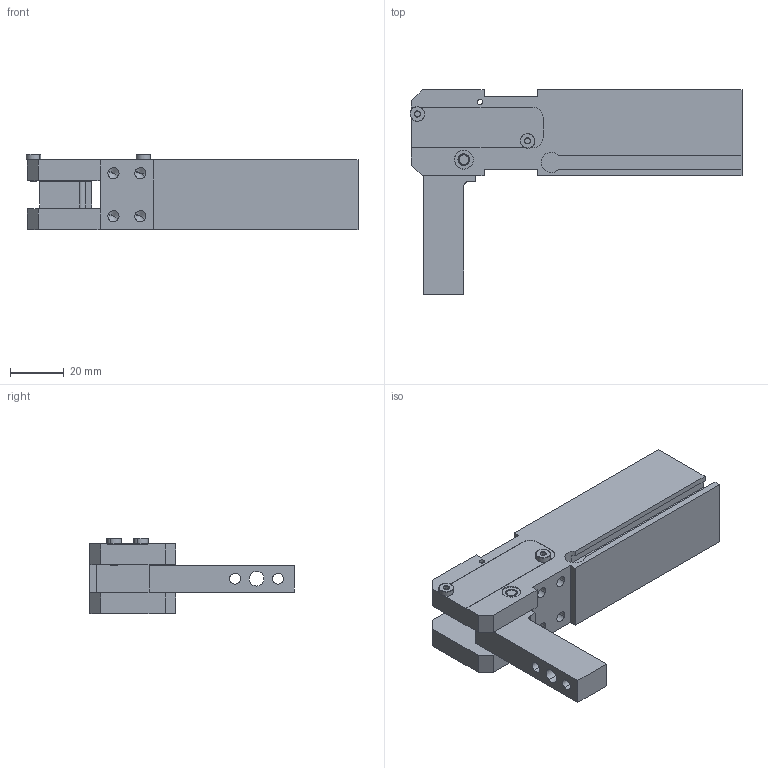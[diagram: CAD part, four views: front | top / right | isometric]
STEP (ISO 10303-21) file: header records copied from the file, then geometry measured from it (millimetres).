
FILE_DESCRIPTION(('CATIA V5 STEP Exchange'),'2;1');
FILE_NAME('PKS_16_1_A18_Tuenkers.stp','2009-06-19T08:34:22+00:00',('none'),('none'),'CATIA Version 5 Release 16 (IN-10)','CATIA V5 STEP AP203','none');
FILE_SCHEMA(('CONFIG_CONTROL_DESIGN'));
Length unit declared in the file: millimetre
Products named in the file (1): PKS_16_1_A18_Tuenkers
Bounding box: 123.55 x 76 x 28 mm (x, y, z)
Volume: 91271.3 mm3; surface area: 25474.8 mm2
Topology: 7 solids, 7 shells, 211 faces, 499 edges, 304 vertices
Faces by surface type: plane 84, cylinder 73, cone 46, torus 8
Entity records: 5576 total; most frequent: CARTESIAN_POINT 1116, ORIENTED_EDGE 966, DIRECTION 723, EDGE_CURVE 483, AXIS2_PLACEMENT_3D 325, VERTEX_POINT 304, VECTOR 271, LINE 271
